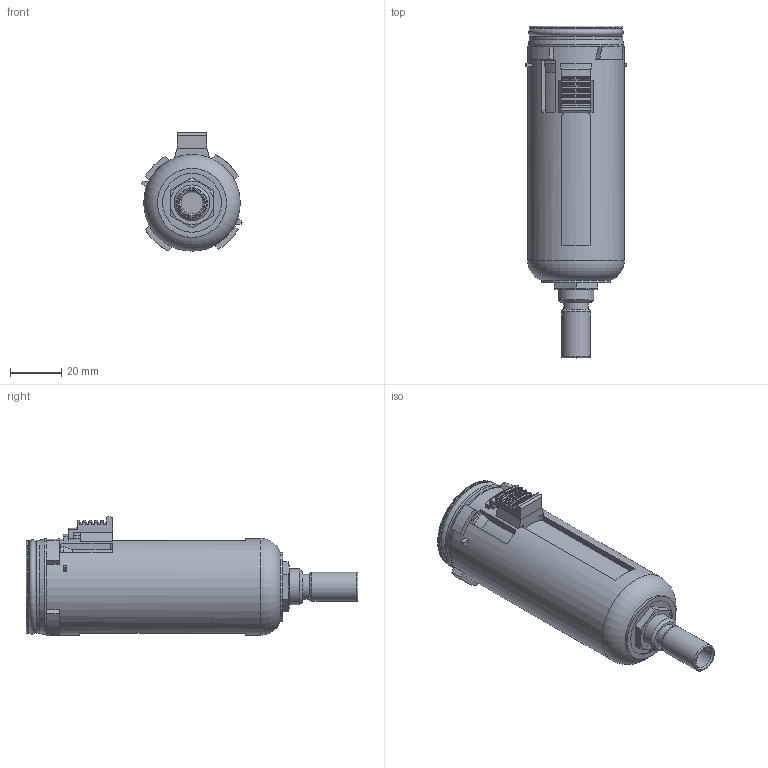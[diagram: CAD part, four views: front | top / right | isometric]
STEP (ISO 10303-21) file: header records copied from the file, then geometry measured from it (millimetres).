
FILE_DESCRIPTION( ( 'STEP AP203' ), ' ' );
FILE_NAME( '90001.0201.stp', '2017-03-09T16:15:05', ( '' ), ( '' ), ' ', 'PARTsolutions', ' ' );
FILE_SCHEMA( ( 'CONFIG_CONTROL_DESIGN' ) );
Length unit declared in the file: millimetre
Products named in the file (4): 90001.0201; _90001.0201_G; _90001.0201_A; _90001.0201_RE
Assembly tree (3 placements, depth 2):
  90001.0201
    _90001.0201_G
    _90001.0201_A
    _90001.0201_RE
Bounding box: 39.23 x 130 x 46.3 mm (x, y, z)
Volume: 111765 mm3; surface area: 18671.4 mm2
Topology: 3 solids, 3 shells, 178 faces, 459 edges, 297 vertices
Faces by surface type: plane 91, cylinder 42, torus 32, cone 13
Full cylindrical faces by diameter (mm): 8.566 x1, 9.728 x1, 11.3 x1, 14 x1, 23 x1, 27 x1, 32.6 x2, 36.5 x2, 37.8 x1
Entity records: 5580 total; most frequent: CARTESIAN_POINT 1238, DIRECTION 869, ORIENTED_EDGE 856, EDGE_CURVE 428, AXIS2_PLACEMENT_3D 327, VERTEX_POINT 294, LINE 215, VECTOR 215
